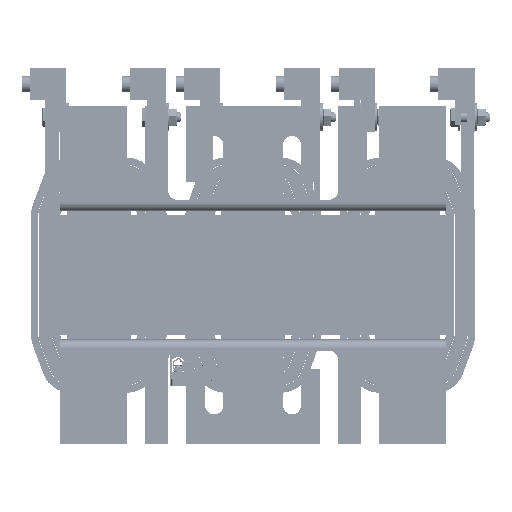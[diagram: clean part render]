
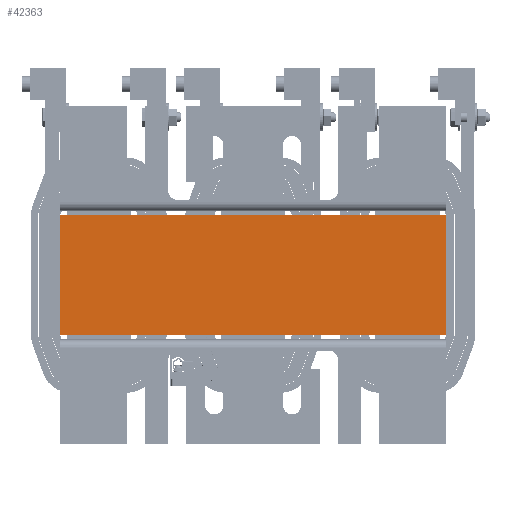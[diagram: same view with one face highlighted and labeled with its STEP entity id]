
A CAD part, front view. The second image highlights one B-rep face of the part: STEP entity #42363.
In plain terms, the highlighted planar face has unit normal (0, -1, 0).
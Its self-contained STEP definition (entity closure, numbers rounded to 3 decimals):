
#2122=PLANE('',#45596);
#3313=FACE_OUTER_BOUND('',#5686,.T.);
#5686=EDGE_LOOP('',(#28544,#28545,#28546,#28547));
#8242=LINE('',#60726,#12272);
#8244=LINE('',#60731,#12274);
#8246=LINE('',#60735,#12276);
#8247=LINE('',#60736,#12277);
#12272=VECTOR('',#49309,0.394);
#12274=VECTOR('',#49313,0.394);
#12276=VECTOR('',#49317,0.394);
#12277=VECTOR('',#49318,0.394);
#17754=VERTEX_POINT('',#60720);
#17756=VERTEX_POINT('',#60724);
#17758=VERTEX_POINT('',#60729);
#17759=VERTEX_POINT('',#60734);
#22047=EDGE_CURVE('',#17754,#17756,#8242,.T.);
#22049=EDGE_CURVE('',#17758,#17756,#8244,.T.);
#22051=EDGE_CURVE('',#17758,#17759,#8246,.T.);
#22052=EDGE_CURVE('',#17759,#17754,#8247,.T.);
#28544=ORIENTED_EDGE('',*,*,#22051,.T.);
#28545=ORIENTED_EDGE('',*,*,#22052,.T.);
#28546=ORIENTED_EDGE('',*,*,#22047,.T.);
#28547=ORIENTED_EDGE('',*,*,#22049,.F.);
#42363=ADVANCED_FACE('',(#3313),#2122,.T.);
#45596=AXIS2_PLACEMENT_3D('',#60733,#49315,#49316);
#49309=DIRECTION('',(1.,0.,0.));
#49313=DIRECTION('',(0.,0.,-1.));
#49315=DIRECTION('center_axis',(0.,-1.,0.));
#49316=DIRECTION('ref_axis',(0.,0.,-1.));
#49317=DIRECTION('',(-1.,0.,0.));
#49318=DIRECTION('',(0.,0.,-1.));
#60720=CARTESIAN_POINT('',(0.003,0.003,-1.875));
#60724=CARTESIAN_POINT('',(12.003,0.003,-1.875));
#60726=CARTESIAN_POINT('',(12.003,0.003,-1.875));
#60729=CARTESIAN_POINT('',(12.003,0.003,1.875));
#60731=CARTESIAN_POINT('',(12.003,0.003,0.));
#60733=CARTESIAN_POINT('Origin',(12.003,0.003,0.));
#60734=CARTESIAN_POINT('',(0.003,0.003,1.875));
#60735=CARTESIAN_POINT('',(12.003,0.003,1.875));
#60736=CARTESIAN_POINT('',(0.003,0.003,0.));
